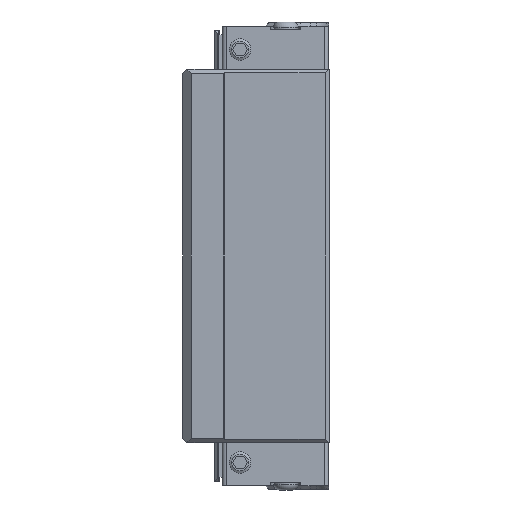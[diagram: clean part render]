
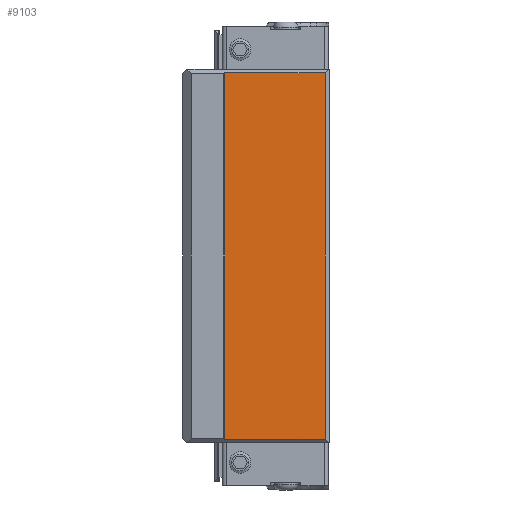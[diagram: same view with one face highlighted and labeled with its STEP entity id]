
A CAD part, left-side view. The second image highlights one B-rep face of the part: STEP entity #9103.
In plain terms, the highlighted planar face has unit normal (-1, 0, 0).
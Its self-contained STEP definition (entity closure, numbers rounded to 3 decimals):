
#489=PLANE('',#9934);
#1109=FACE_OUTER_BOUND('',#1623,.T.);
#1623=EDGE_LOOP('',(#8581,#8582,#8583,#8584));
#2542=LINE('',#15023,#3508);
#2547=LINE('',#15034,#3513);
#2554=LINE('',#15045,#3520);
#2590=LINE('',#15131,#3556);
#3508=VECTOR('',#12377,10.);
#3513=VECTOR('',#12384,10.);
#3520=VECTOR('',#12397,10.);
#3556=VECTOR('',#12517,10.);
#4703=VERTEX_POINT('',#15020);
#4704=VERTEX_POINT('',#15022);
#4707=VERTEX_POINT('',#15030);
#4709=VERTEX_POINT('',#15033);
#5954=EDGE_CURVE('',#4704,#4703,#2542,.T.);
#5959=EDGE_CURVE('',#4709,#4707,#2547,.T.);
#5966=EDGE_CURVE('',#4703,#4709,#2554,.T.);
#6008=EDGE_CURVE('',#4704,#4707,#2590,.T.);
#8581=ORIENTED_EDGE('',*,*,#5954,.T.);
#8582=ORIENTED_EDGE('',*,*,#5966,.T.);
#8583=ORIENTED_EDGE('',*,*,#5959,.T.);
#8584=ORIENTED_EDGE('',*,*,#6008,.F.);
#9103=ADVANCED_FACE('',(#1109),#489,.T.);
#9934=AXIS2_PLACEMENT_3D('',#15130,#12515,#12516);
#12377=DIRECTION('',(0.,-1.,0.));
#12384=DIRECTION('',(0.,1.,0.));
#12397=DIRECTION('',(0.,0.,1.));
#12515=DIRECTION('center_axis',(-1.,0.,0.));
#12516=DIRECTION('ref_axis',(0.,-1.,0.));
#12517=DIRECTION('',(0.,0.,1.));
#15020=CARTESIAN_POINT('',(-23.8,-19.,-42.65));
#15022=CARTESIAN_POINT('',(-23.8,4.4,-42.65));
#15023=CARTESIAN_POINT('',(-23.8,2.2,-42.65));
#15030=CARTESIAN_POINT('',(-23.8,4.4,42.65));
#15033=CARTESIAN_POINT('',(-23.8,-19.,42.65));
#15034=CARTESIAN_POINT('',(-23.8,2.2,42.65));
#15045=CARTESIAN_POINT('',(-23.8,-19.,0.));
#15130=CARTESIAN_POINT('Origin',(-23.8,4.4,0.));
#15131=CARTESIAN_POINT('',(-23.8,4.4,0.));
